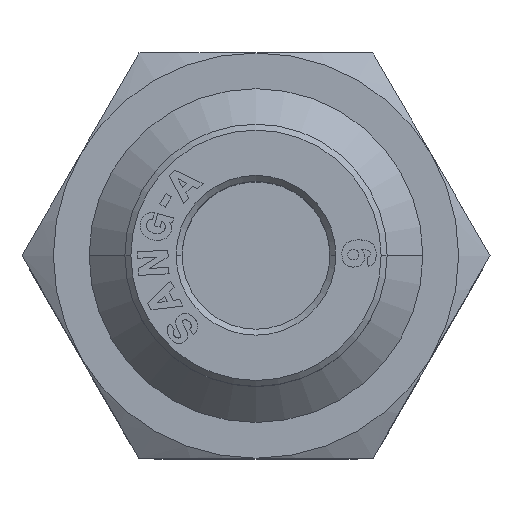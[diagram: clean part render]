
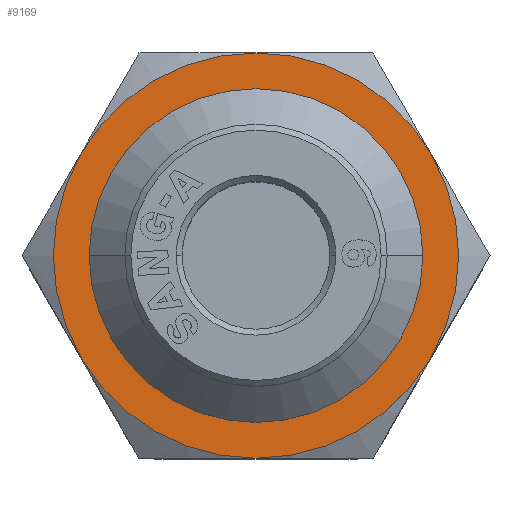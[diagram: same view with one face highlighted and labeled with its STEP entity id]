
A CAD part, top view. The second image highlights one B-rep face of the part: STEP entity #9169.
In plain terms, the highlighted face is planar.
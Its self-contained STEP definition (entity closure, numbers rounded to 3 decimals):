
#92 = DIRECTION ( 'NONE',  ( 1., 0., 0. ) ) ;
#149 = DIRECTION ( 'NONE',  ( -1., 0., 0. ) ) ;
#312 = EDGE_CURVE ( 'NONE', #2759, #7550, #7846, .T. ) ;
#318 = CARTESIAN_POINT ( 'NONE',  ( 4.75, 8.5, 0.01 ) ) ;
#462 = DIRECTION ( 'NONE',  ( 0., 0., 1. ) ) ;
#624 = FACE_OUTER_BOUND ( 'NONE', #7457, .T. ) ;
#770 = CIRCLE ( 'NONE', #9011, 8.5 ) ;
#815 = AXIS2_PLACEMENT_3D ( 'NONE', #9275, #2043, #462 ) ;
#859 = CIRCLE ( 'NONE', #3684, 7. ) ;
#906 = CARTESIAN_POINT ( 'NONE',  ( 4.75, 0., 0.01 ) ) ;
#1169 = VERTEX_POINT ( 'NONE', #318 ) ;
#1327 = EDGE_CURVE ( 'NONE', #1169, #7121, #7159, .T. ) ;
#1442 = AXIS2_PLACEMENT_3D ( 'NONE', #906, #149, #5288 ) ;
#1503 = VERTEX_POINT ( 'NONE', #9298 ) ;
#1539 = DIRECTION ( 'NONE',  ( -1., 0., 0. ) ) ;
#1607 = EDGE_CURVE ( 'NONE', #3085, #2759, #7147, .T. ) ;
#1795 = AXIS2_PLACEMENT_3D ( 'NONE', #4148, #2022, #3483 ) ;
#2022 = DIRECTION ( 'NONE',  ( -1., 0., 0. ) ) ;
#2043 = DIRECTION ( 'NONE',  ( 1., 0., 0. ) ) ;
#2445 = ORIENTED_EDGE ( 'NONE', *, *, #4506, .F. ) ;
#2505 = AXIS2_PLACEMENT_3D ( 'NONE', #5714, #2780, #2689 ) ;
#2599 = AXIS2_PLACEMENT_3D ( 'NONE', #5205, #1539, #6670 ) ;
#2619 = EDGE_CURVE ( 'NONE', #9133, #1503, #859, .T. ) ;
#2629 = AXIS2_PLACEMENT_3D ( 'NONE', #3870, #7494, #8123 ) ;
#2645 = ORIENTED_EDGE ( 'NONE', *, *, #1327, .F. ) ;
#2689 = DIRECTION ( 'NONE',  ( 0., -1., 0. ) ) ;
#2759 = VERTEX_POINT ( 'NONE', #8377 ) ;
#2780 = DIRECTION ( 'NONE',  ( -1., 0., 0. ) ) ;
#3080 = CARTESIAN_POINT ( 'NONE',  ( 4.75, 0., -6.99 ) ) ;
#3085 = VERTEX_POINT ( 'NONE', #6685 ) ;
#3483 = DIRECTION ( 'NONE',  ( 0., -1., 0. ) ) ;
#3684 = AXIS2_PLACEMENT_3D ( 'NONE', #7402, #92, #8065 ) ;
#3870 = CARTESIAN_POINT ( 'NONE',  ( 4.75, 0., 0.01 ) ) ;
#3969 = DIRECTION ( 'NONE',  ( 0., -1., 0. ) ) ;
#4141 = ORIENTED_EDGE ( 'NONE', *, *, #9358, .F. ) ;
#4148 = CARTESIAN_POINT ( 'NONE',  ( 4.75, 0., 0.01 ) ) ;
#4164 = DIRECTION ( 'NONE',  ( -1., 0., 0. ) ) ;
#4263 = EDGE_LOOP ( 'NONE', ( #4141, #9354 ) ) ;
#4335 = AXIS2_PLACEMENT_3D ( 'NONE', #8523, #4164, #4779 ) ;
#4506 = EDGE_CURVE ( 'NONE', #7121, #3085, #5544, .T. ) ;
#4612 = CARTESIAN_POINT ( 'NONE',  ( 4.75, 4.25, 7.371 ) ) ;
#4665 = PLANE ( 'NONE',  #1442 ) ;
#4779 = DIRECTION ( 'NONE',  ( 0., -1., 0. ) ) ;
#5141 = CARTESIAN_POINT ( 'NONE',  ( 4.75, -4.25, 7.371 ) ) ;
#5205 = CARTESIAN_POINT ( 'NONE',  ( 4.75, 0., 0.01 ) ) ;
#5288 = DIRECTION ( 'NONE',  ( 0., 0., 1. ) ) ;
#5544 = CIRCLE ( 'NONE', #1795, 8.5 ) ;
#5714 = CARTESIAN_POINT ( 'NONE',  ( 4.75, 0., 0.01 ) ) ;
#5901 = ORIENTED_EDGE ( 'NONE', *, *, #7573, .F. ) ;
#5965 = ORIENTED_EDGE ( 'NONE', *, *, #1607, .F. ) ;
#6203 = VERTEX_POINT ( 'NONE', #4612 ) ;
#6670 = DIRECTION ( 'NONE',  ( 0., -1., 0. ) ) ;
#6685 = CARTESIAN_POINT ( 'NONE',  ( 4.75, -4.25, -7.351 ) ) ;
#6900 = CARTESIAN_POINT ( 'NONE',  ( 4.75, 0., 0.01 ) ) ;
#7121 = VERTEX_POINT ( 'NONE', #7474 ) ;
#7147 = CIRCLE ( 'NONE', #2629, 8.5 ) ;
#7159 = CIRCLE ( 'NONE', #4335, 8.5 ) ;
#7167 = CIRCLE ( 'NONE', #815, 7. ) ;
#7178 = EDGE_CURVE ( 'NONE', #6203, #1169, #770, .T. ) ;
#7182 = ORIENTED_EDGE ( 'NONE', *, *, #7178, .F. ) ;
#7402 = CARTESIAN_POINT ( 'NONE',  ( 4.75, 0., 0.01 ) ) ;
#7429 = CIRCLE ( 'NONE', #2599, 8.5 ) ;
#7457 = EDGE_LOOP ( 'NONE', ( #7182, #5901, #9175, #5965, #2445, #2645 ) ) ;
#7474 = CARTESIAN_POINT ( 'NONE',  ( 4.75, 4.25, -7.351 ) ) ;
#7494 = DIRECTION ( 'NONE',  ( -1., 0., 0. ) ) ;
#7550 = VERTEX_POINT ( 'NONE', #5141 ) ;
#7573 = EDGE_CURVE ( 'NONE', #7550, #6203, #7429, .T. ) ;
#7846 = CIRCLE ( 'NONE', #2505, 8.5 ) ;
#7939 = FACE_BOUND ( 'NONE', #4263, .T. ) ;
#8065 = DIRECTION ( 'NONE',  ( 0., 0., 1. ) ) ;
#8123 = DIRECTION ( 'NONE',  ( 0., -1., 0. ) ) ;
#8377 = CARTESIAN_POINT ( 'NONE',  ( 4.75, -8.5, 0.01 ) ) ;
#8428 = DIRECTION ( 'NONE',  ( -1., 0., 0. ) ) ;
#8523 = CARTESIAN_POINT ( 'NONE',  ( 4.75, 0., 0.01 ) ) ;
#9011 = AXIS2_PLACEMENT_3D ( 'NONE', #6900, #8428, #3969 ) ;
#9133 = VERTEX_POINT ( 'NONE', #3080 ) ;
#9169 = ADVANCED_FACE ( 'NONE', ( #7939, #624 ), #4665, .F. ) ;
#9175 = ORIENTED_EDGE ( 'NONE', *, *, #312, .F. ) ;
#9275 = CARTESIAN_POINT ( 'NONE',  ( 4.75, 0., 0.01 ) ) ;
#9298 = CARTESIAN_POINT ( 'NONE',  ( 4.75, 0., 7.01 ) ) ;
#9354 = ORIENTED_EDGE ( 'NONE', *, *, #2619, .F. ) ;
#9358 = EDGE_CURVE ( 'NONE', #1503, #9133, #7167, .T. ) ;
